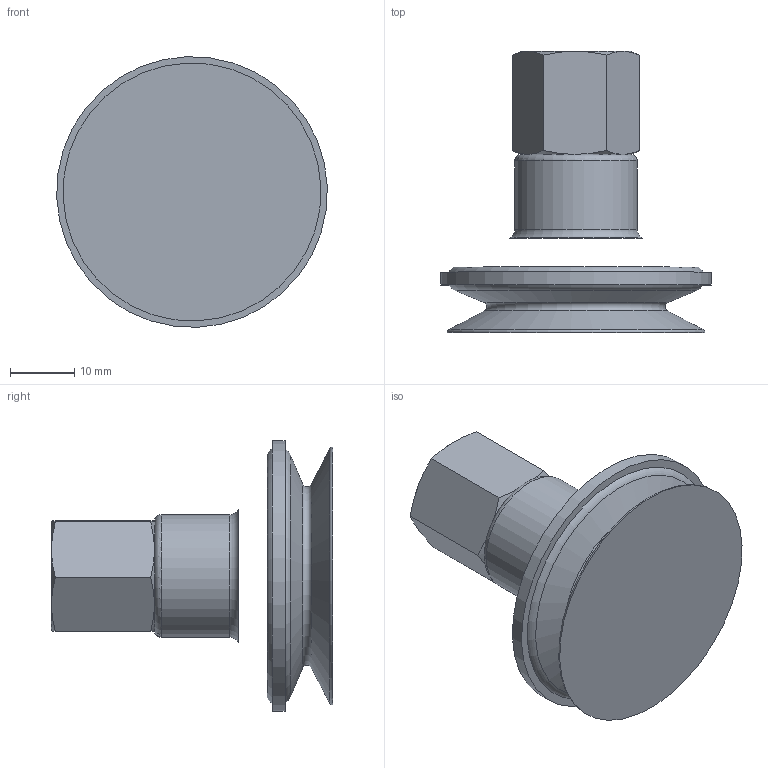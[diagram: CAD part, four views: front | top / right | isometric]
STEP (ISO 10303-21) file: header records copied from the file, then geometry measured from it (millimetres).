
FILE_DESCRIPTION(/* description */ (''),/* implementation_level */ '2;1');
FILE_NAME(/* name */ 'vf41pur_rac7r1-4h.stp',/* time_stamp */ '2020-07-16T10:40:23+02:00',/* author */ ('enginyeria'),/* organization */ (''),/* preprocessor_version */ 'ST-DEVELOPER v17',/* originating_system */ 'Autodesk Inventor 2019',/* authorisation */ '');
FILE_SCHEMA (('CONFIG_CONTROL_DESIGN'));
Length unit declared in the file: millimetre
Products named in the file (1): Pieza23
Bounding box: 41.96 x 43.61 x 41.96 mm (x, y, z)
Volume: 19056.8 mm3; surface area: 7165.2 mm2
Topology: 1 solids, 2 shells, 39 faces, 101 edges, 68 vertices
Faces by surface type: cone 17, plane 12, torus 6, cylinder 4
Full cylindrical faces by diameter (mm): 8.5 x1, 13 x1, 19 x1, 42 x1
Entity records: 1293 total; most frequent: CARTESIAN_POINT 256, DIRECTION 217, ORIENTED_EDGE 200, AXIS2_PLACEMENT_3D 101, EDGE_CURVE 100, VERTEX_POINT 68, CIRCLE 61, EDGE_LOOP 42
